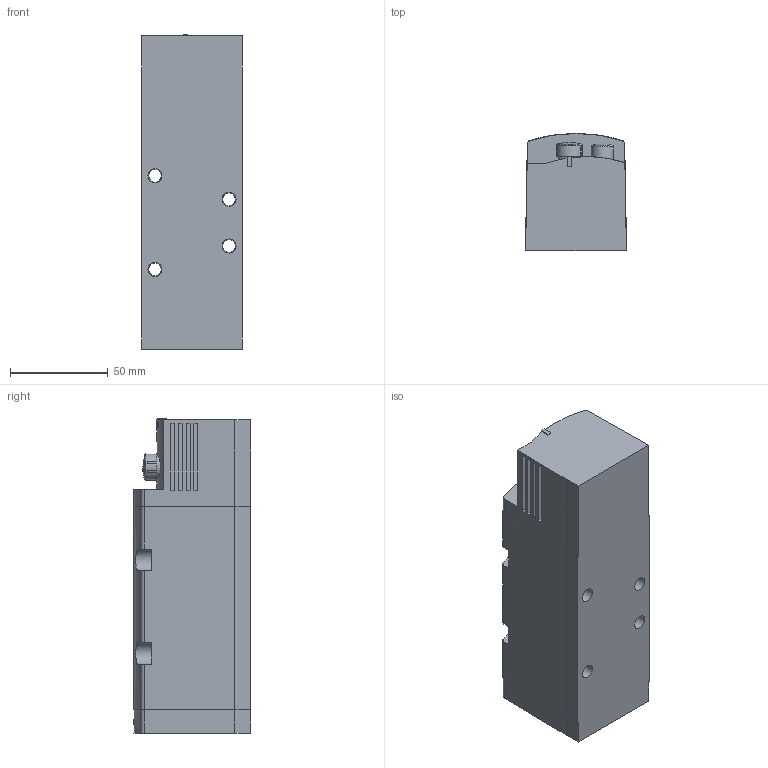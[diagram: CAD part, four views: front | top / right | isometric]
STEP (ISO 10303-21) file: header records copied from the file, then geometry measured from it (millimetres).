
FILE_DESCRIPTION(/* description */ ('STEP AP214'),/* implementation_level */ '2;1');
FILE_NAME(/* name */ '8034987_VSVA-B-M52-MZ-D2-1T1L',/* time_stamp */ '2024-09-17T07:30:06+02:00',/* author */ ('License CC BY-ND 4.0'),/* organization */ ('CADENAS'),/* preprocessor_version */ 'ST-DEVELOPER v19.3',/* originating_system */ 'PARTsolutions',/* authorisation */ ' ');
FILE_SCHEMA (('AUTOMOTIVE_DESIGN {1 0 10303 214 3 1 1}'));
Length unit declared in the file: millimetre
Products named in the file (3): 8034987 VSVA-B-M52-MZ-D2-1T1L; 8034987 VSVA-B-M52-MZ-D2-1T1L---(part); 541011 VAMC-S6-CS
Assembly tree (2 placements, depth 2):
  8034987 VSVA-B-M52-MZ-D2-1T1L
    8034987 VSVA-B-M52-MZ-D2-1T1L---(part)
    541011 VAMC-S6-CS
Bounding box: 51.6 x 60 x 161.2 mm (x, y, z)
Volume: 447035.9 mm3; surface area: 46353.1 mm2
Topology: 2 solids, 2 shells, 193 faces, 530 edges, 351 vertices
Faces by surface type: plane 124, cylinder 50, cone 10, torus 7, sphere 2
Full cylindrical faces by diameter (mm): 11.4 x2, 11.8 x1, 13.4 x1
Entity records: 7553 total; most frequent: CARTESIAN_POINT 1270, ORIENTED_EDGE 1018, DIRECTION 987, EDGE_CURVE 509, VERTEX_POINT 345, AXIS2_PLACEMENT_3D 333, LINE 321, VECTOR 321
